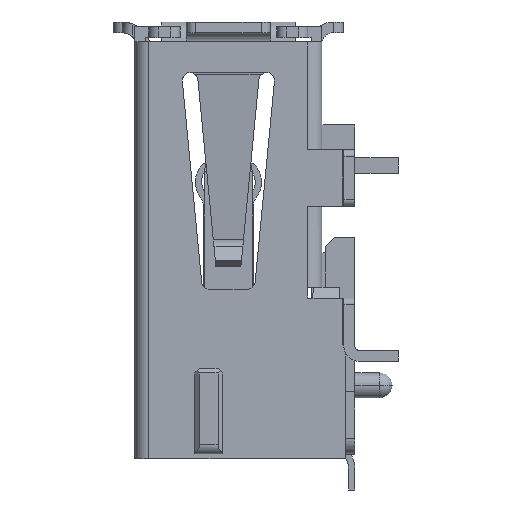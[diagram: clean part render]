
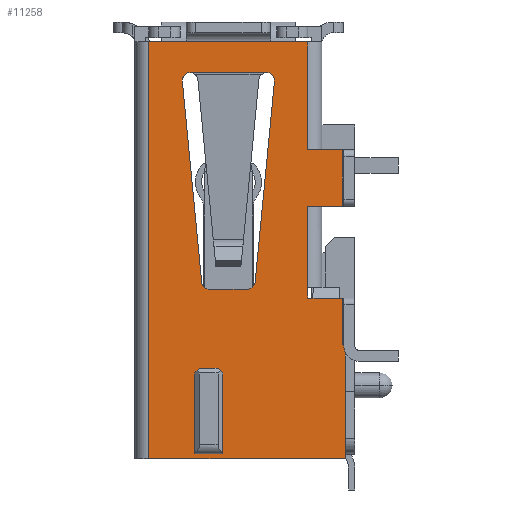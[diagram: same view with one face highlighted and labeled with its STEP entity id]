
A CAD part, left-side view. The second image highlights one B-rep face of the part: STEP entity #11258.
In plain terms, the highlighted planar face has unit normal (-1, 0, 0).
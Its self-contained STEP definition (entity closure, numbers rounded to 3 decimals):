
#793=DIRECTION('',(0.,0.,-1.));
#794=VECTOR('',#793,2.596);
#795=CARTESIAN_POINT('',(-4.055,0.18,-11.25));
#796=LINE('',#795,#794);
#851=CARTESIAN_POINT('',(-4.055,1.227,-1.87));
#852=DIRECTION('',(1.,0.,0.));
#853=DIRECTION('',(0.,0.995,-0.096));
#854=AXIS2_PLACEMENT_3D('',#851,#852,#853);
#856=DIRECTION('',(0.,0.096,0.995));
#857=VECTOR('',#856,6.48);
#858=CARTESIAN_POINT('',(-4.055,0.855,-8.344));
#859=LINE('',#858,#857);
#860=CARTESIAN_POINT('',(-4.055,0.606,-8.32));
#861=DIRECTION('',(1.,0.,0.));
#862=DIRECTION('',(0.,0.,-1.));
#863=AXIS2_PLACEMENT_3D('',#860,#861,#862);
#865=CARTESIAN_POINT('',(-4.055,-0.606,-8.32));
#866=DIRECTION('',(1.,0.,0.));
#867=DIRECTION('',(0.,-0.995,-0.096));
#868=AXIS2_PLACEMENT_3D('',#865,#866,#867);
#870=DIRECTION('',(0.,0.096,-0.995));
#871=VECTOR('',#870,6.48);
#872=CARTESIAN_POINT('',(-4.055,-1.476,-1.894));
#873=LINE('',#872,#871);
#874=CARTESIAN_POINT('',(-4.055,-1.227,-1.87));
#875=DIRECTION('',(1.,0.,0.));
#876=DIRECTION('',(0.,0.,1.));
#877=AXIS2_PLACEMENT_3D('',#874,#875,#876);
#879=DIRECTION('',(0.,0.,-1.));
#880=VECTOR('',#879,1.8);
#881=CARTESIAN_POINT('',(-4.055,-3.65,-4.1));
#882=LINE('',#881,#880);
#883=DIRECTION('',(0.,0.,1.));
#884=VECTOR('',#883,0.35);
#885=CARTESIAN_POINT('',(-4.055,-2.55,-8.85));
#886=LINE('',#885,#884);
#887=DIRECTION('',(0.,-1.,0.));
#888=VECTOR('',#887,1.1);
#889=CARTESIAN_POINT('',(-4.055,-2.55,-8.85));
#890=LINE('',#889,#888);
#891=DIRECTION('',(0.,0.,-1.));
#892=VECTOR('',#891,1.5);
#893=CARTESIAN_POINT('',(-4.055,-3.65,-8.85));
#894=LINE('',#893,#892);
#895=DIRECTION('',(0.,1.,0.));
#896=VECTOR('',#895,0.1);
#897=CARTESIAN_POINT('',(-4.055,-3.75,-10.35));
#898=LINE('',#897,#896);
#899=DIRECTION('',(0.,0.,1.));
#900=VECTOR('',#899,13.36);
#901=CARTESIAN_POINT('',(-4.055,2.55,-14.));
#902=LINE('',#901,#900);
#903=DIRECTION('',(0.,1.,0.));
#904=VECTOR('',#903,2.7);
#905=CARTESIAN_POINT('',(-4.055,-1.35,-0.64));
#906=LINE('',#905,#904);
#907=DIRECTION('',(0.,0.707,0.707));
#908=VECTOR('',#907,0.212);
#909=CARTESIAN_POINT('',(-4.055,0.18,-11.25));
#910=LINE('',#909,#908);
#933=DIRECTION('',(0.,-1.,0.));
#934=VECTOR('',#933,0.9);
#935=CARTESIAN_POINT('',(-4.055,1.08,-13.846));
#936=LINE('',#935,#934);
#937=DIRECTION('',(0.,0.,-1.));
#938=VECTOR('',#937,2.596);
#939=CARTESIAN_POINT('',(-4.055,1.08,-11.25));
#940=LINE('',#939,#938);
#995=DIRECTION('',(0.,-0.707,0.707));
#996=VECTOR('',#995,0.212);
#997=CARTESIAN_POINT('',(-4.055,1.08,-11.25));
#998=LINE('',#997,#996);
#1011=DIRECTION('',(0.,1.,0.));
#1012=VECTOR('',#1011,0.6);
#1013=CARTESIAN_POINT('',(-4.055,0.33,-11.1));
#1014=LINE('',#1013,#1012);
#1531=DIRECTION('',(0.,-1.,0.));
#1532=VECTOR('',#1531,1.2);
#1533=CARTESIAN_POINT('',(-4.055,2.55,-0.64));
#1534=LINE('',#1533,#1532);
#1549=DIRECTION('',(0.,-1.,0.));
#1550=VECTOR('',#1549,1.2);
#1551=CARTESIAN_POINT('',(-4.055,-1.35,-0.64));
#1552=LINE('',#1551,#1550);
#2428=DIRECTION('',(0.,0.,1.));
#2429=VECTOR('',#2428,2.6);
#2430=CARTESIAN_POINT('',(-4.055,-2.55,-8.5));
#2431=LINE('',#2430,#2429);
#2442=DIRECTION('',(0.,0.,1.));
#2443=VECTOR('',#2442,3.46);
#2444=CARTESIAN_POINT('',(-4.055,-2.55,-4.1));
#2445=LINE('',#2444,#2443);
#2463=DIRECTION('',(0.,1.,0.));
#2464=VECTOR('',#2463,1.1);
#2465=CARTESIAN_POINT('',(-4.055,-3.65,-5.9));
#2466=LINE('',#2465,#2464);
#2517=DIRECTION('',(0.,1.,0.));
#2518=VECTOR('',#2517,1.1);
#2519=CARTESIAN_POINT('',(-4.055,-3.65,-4.1));
#2520=LINE('',#2519,#2518);
#2858=DIRECTION('',(0.,-1.,0.));
#2859=VECTOR('',#2858,6.3);
#2860=CARTESIAN_POINT('',(-4.055,2.55,-14.));
#2861=LINE('',#2860,#2859);
#2911=DIRECTION('',(0.,0.,-1.));
#2912=VECTOR('',#2911,3.65);
#2913=CARTESIAN_POINT('',(-4.055,-3.75,-10.35));
#2914=LINE('',#2913,#2912);
#5702=DIRECTION('',(0.,-1.,0.));
#5703=VECTOR('',#5702,2.454);
#5704=CARTESIAN_POINT('',(-4.055,1.227,-1.62));
#5705=LINE('',#5704,#5703);
#5729=CARTESIAN_POINT('',(-4.055,-1.227,-1.62));
#5801=CARTESIAN_POINT('',(-4.055,1.227,-1.62));
#5866=DIRECTION('',(0.,1.,0.));
#5867=VECTOR('',#5866,1.212);
#5868=CARTESIAN_POINT('',(-4.055,-0.606,-8.57));
#5869=LINE('',#5868,#5867);
#8316=CARTESIAN_POINT('',(-4.055,2.55,-14.));
#8318=VERTEX_POINT('',#8316);
#8319=CARTESIAN_POINT('',(-4.055,-3.75,-14.));
#8320=VERTEX_POINT('',#8319);
#8343=CARTESIAN_POINT('',(-4.055,0.18,-11.25));
#8344=CARTESIAN_POINT('',(-4.055,0.18,-13.846));
#8345=VERTEX_POINT('',#8343);
#8346=VERTEX_POINT('',#8344);
#8355=CARTESIAN_POINT('',(-4.055,1.08,-11.25));
#8356=CARTESIAN_POINT('',(-4.055,1.08,-13.846));
#8357=VERTEX_POINT('',#8355);
#8358=VERTEX_POINT('',#8356);
#8375=CARTESIAN_POINT('',(-4.055,0.33,-11.1));
#8376=CARTESIAN_POINT('',(-4.055,0.93,-11.1));
#8377=VERTEX_POINT('',#8375);
#8378=VERTEX_POINT('',#8376);
#8407=CARTESIAN_POINT('',(-4.055,2.55,-0.64));
#8408=VERTEX_POINT('',#8407);
#8743=CARTESIAN_POINT('',(-4.055,-1.35,-0.64));
#8745=VERTEX_POINT('',#8743);
#8747=CARTESIAN_POINT('',(-4.055,1.35,-0.64));
#8749=VERTEX_POINT('',#8747);
#8753=CARTESIAN_POINT('',(-4.055,-2.55,-0.64));
#8754=VERTEX_POINT('',#8753);
#10190=CARTESIAN_POINT('',(-4.055,-2.55,-8.85));
#10192=VERTEX_POINT('',#10190);
#10194=CARTESIAN_POINT('',(-4.055,-2.55,-8.5));
#10196=VERTEX_POINT('',#10194);
#10206=CARTESIAN_POINT('',(-4.055,0.606,-8.57));
#10208=VERTEX_POINT('',#10206);
#10210=CARTESIAN_POINT('',(-4.055,0.855,-8.344));
#10212=VERTEX_POINT('',#10210);
#10214=CARTESIAN_POINT('',(-4.055,1.476,-1.894));
#10216=VERTEX_POINT('',#10214);
#10218=CARTESIAN_POINT('',(-4.055,-1.476,-1.894));
#10220=VERTEX_POINT('',#10218);
#10222=CARTESIAN_POINT('',(-4.055,-0.855,-8.344));
#10224=VERTEX_POINT('',#10222);
#10226=CARTESIAN_POINT('',(-4.055,-0.606,-8.57));
#10228=VERTEX_POINT('',#10226);
#10234=CARTESIAN_POINT('',(-4.055,-3.65,-4.1));
#10236=VERTEX_POINT('',#10234);
#10242=CARTESIAN_POINT('',(-4.055,-3.65,-5.9));
#10244=VERTEX_POINT('',#10242);
#10247=CARTESIAN_POINT('',(-4.055,-2.55,-4.1));
#10248=VERTEX_POINT('',#10247);
#10251=CARTESIAN_POINT('',(-4.055,-2.55,-5.9));
#10252=VERTEX_POINT('',#10251);
#10258=CARTESIAN_POINT('',(-4.055,-3.65,-8.85));
#10260=VERTEX_POINT('',#10258);
#10267=CARTESIAN_POINT('',(-4.055,-3.65,-10.35));
#10268=VERTEX_POINT('',#10267);
#10299=VERTEX_POINT('',#5801);
#10305=VERTEX_POINT('',#5729);
#10324=CARTESIAN_POINT('',(-4.055,-3.75,-10.35));
#10325=VERTEX_POINT('',#10324);
#11190=CARTESIAN_POINT('',(-4.055,2.55,-8.5));
#11191=DIRECTION('',(-1.,0.,0.));
#11192=DIRECTION('',(0.,-1.,0.));
#11193=AXIS2_PLACEMENT_3D('',#11190,#11191,#11192);
#11194=PLANE('',#11193);
#11196=ORIENTED_EDGE('',*,*,#11195,.T.);
#11198=ORIENTED_EDGE('',*,*,#11197,.F.);
#11200=ORIENTED_EDGE('',*,*,#11199,.F.);
#11202=ORIENTED_EDGE('',*,*,#11201,.T.);
#11204=ORIENTED_EDGE('',*,*,#11203,.T.);
#11206=ORIENTED_EDGE('',*,*,#11205,.F.);
#11208=ORIENTED_EDGE('',*,*,#11207,.F.);
#11210=ORIENTED_EDGE('',*,*,#11209,.T.);
#11212=ORIENTED_EDGE('',*,*,#11211,.T.);
#11214=ORIENTED_EDGE('',*,*,#11213,.F.);
#11216=ORIENTED_EDGE('',*,*,#11215,.T.);
#11218=ORIENTED_EDGE('',*,*,#11217,.F.);
#11220=ORIENTED_EDGE('',*,*,#11219,.T.);
#11222=ORIENTED_EDGE('',*,*,#11221,.T.);
#11224=ORIENTED_EDGE('',*,*,#11223,.F.);
#11225=EDGE_LOOP('',(#11196,#11198,#11200,#11202,#11204,#11206,#11208,#11210,
#11212,#11214,#11216,#11218,#11220,#11222,#11224));
#11226=FACE_OUTER_BOUND('',#11225,.F.);
#11227=ORIENTED_EDGE('',*,*,#11133,.F.);
#11229=ORIENTED_EDGE('',*,*,#11228,.T.);
#11231=ORIENTED_EDGE('',*,*,#11230,.T.);
#11233=ORIENTED_EDGE('',*,*,#11232,.F.);
#11235=ORIENTED_EDGE('',*,*,#11234,.T.);
#11237=ORIENTED_EDGE('',*,*,#11236,.T.);
#11238=EDGE_LOOP('',(#11227,#11229,#11231,#11233,#11235,#11237));
#11239=FACE_BOUND('',#11238,.F.);
#11241=ORIENTED_EDGE('',*,*,#11240,.F.);
#11243=ORIENTED_EDGE('',*,*,#11242,.F.);
#11245=ORIENTED_EDGE('',*,*,#11244,.F.);
#11247=ORIENTED_EDGE('',*,*,#11246,.F.);
#11249=ORIENTED_EDGE('',*,*,#11248,.F.);
#11251=ORIENTED_EDGE('',*,*,#11250,.F.);
#11253=ORIENTED_EDGE('',*,*,#11252,.F.);
#11255=ORIENTED_EDGE('',*,*,#11254,.F.);
#11256=EDGE_LOOP('',(#11241,#11243,#11245,#11247,#11249,#11251,#11253,#11255));
#11257=FACE_BOUND('',#11256,.F.);
#11258=ADVANCED_FACE('',(#11226,#11239,#11257),#11194,.T.);
#855=CIRCLE('',#854,0.25);
#864=CIRCLE('',#863,0.25);
#869=CIRCLE('',#868,0.25);
#878=CIRCLE('',#877,0.25);
#11133=EDGE_CURVE('',#8345,#8346,#796,.T.);
#11195=EDGE_CURVE('',#8745,#8754,#1552,.T.);
#11197=EDGE_CURVE('',#10248,#8754,#2445,.T.);
#11199=EDGE_CURVE('',#10236,#10248,#2520,.T.);
#11201=EDGE_CURVE('',#10236,#10244,#882,.T.);
#11203=EDGE_CURVE('',#10244,#10252,#2466,.T.);
#11205=EDGE_CURVE('',#10196,#10252,#2431,.T.);
#11207=EDGE_CURVE('',#10192,#10196,#886,.T.);
#11209=EDGE_CURVE('',#10192,#10260,#890,.T.);
#11211=EDGE_CURVE('',#10260,#10268,#894,.T.);
#11213=EDGE_CURVE('',#10325,#10268,#898,.T.);
#11215=EDGE_CURVE('',#10325,#8320,#2914,.T.);
#11217=EDGE_CURVE('',#8318,#8320,#2861,.T.);
#11219=EDGE_CURVE('',#8318,#8408,#902,.T.);
#11221=EDGE_CURVE('',#8408,#8749,#1534,.T.);
#11223=EDGE_CURVE('',#8745,#8749,#906,.T.);
#11228=EDGE_CURVE('',#8345,#8377,#910,.T.);
#11230=EDGE_CURVE('',#8377,#8378,#1014,.T.);
#11232=EDGE_CURVE('',#8357,#8378,#998,.T.);
#11234=EDGE_CURVE('',#8357,#8358,#940,.T.);
#11236=EDGE_CURVE('',#8358,#8346,#936,.T.);
#11240=EDGE_CURVE('',#10299,#10305,#5705,.T.);
#11242=EDGE_CURVE('',#10216,#10299,#855,.T.);
#11244=EDGE_CURVE('',#10212,#10216,#859,.T.);
#11246=EDGE_CURVE('',#10208,#10212,#864,.T.);
#11248=EDGE_CURVE('',#10228,#10208,#5869,.T.);
#11250=EDGE_CURVE('',#10224,#10228,#869,.T.);
#11252=EDGE_CURVE('',#10220,#10224,#873,.T.);
#11254=EDGE_CURVE('',#10305,#10220,#878,.T.);
